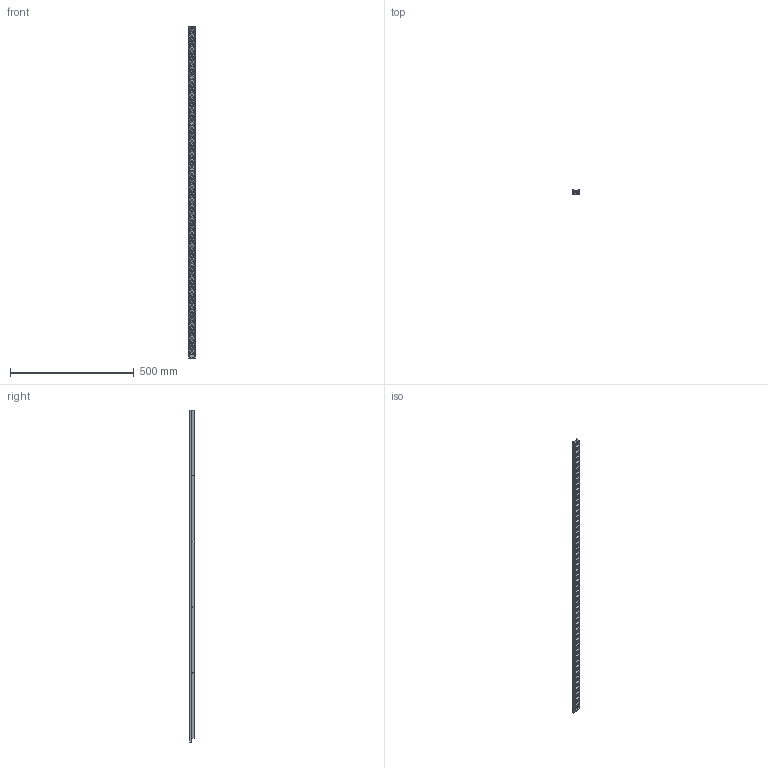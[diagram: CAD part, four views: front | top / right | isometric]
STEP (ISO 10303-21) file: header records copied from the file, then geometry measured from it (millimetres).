
FILE_DESCRIPTION (( 'STEP AP214' ), '1' );
FILE_NAME ('LN_INDV_INDIRECT_G2_LISOEV_1500.STEP', '2025-07-28T12:44:24', ( '' ), ( '' ), 'SwSTEP 2.0', 'SolidWorks 2024', '' );
FILE_SCHEMA (( 'AUTOMOTIVE_DESIGN' ));
Length unit declared in the file: millimetre
Products named in the file (1): LN_INDV_INDIRECT_G2_LISOEV_1500
Bounding box: 26.8 x 18.6 x 1339.5 mm (x, y, z)
Volume: 334206.8 mm3; surface area: 336265.6 mm2
Topology: 12 solids, 12 shells, 691 faces, 2256 edges, 1644 vertices
Faces by surface type: bspline 400, plane 191, cone 100
Entity records: 93172 total; most frequent: CARTESIAN_POINT 76992, ORIENTED_EDGE 4512, EDGE_CURVE 2256, B_SPLINE_CURVE_WITH_KNOTS 1660, VERTEX_POINT 1644, DIRECTION 1380, EDGE_LOOP 846, FACE_OUTER_BOUND 691
